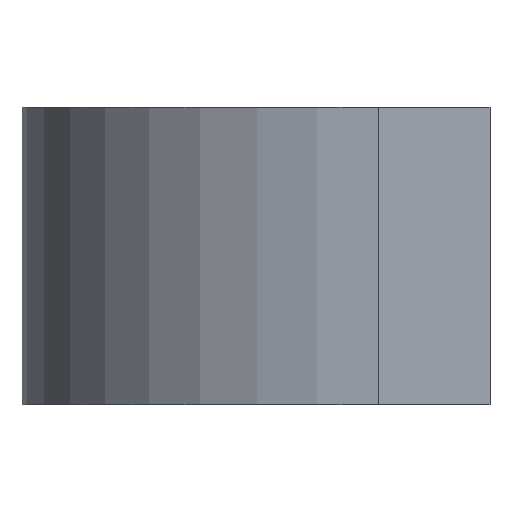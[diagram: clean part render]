
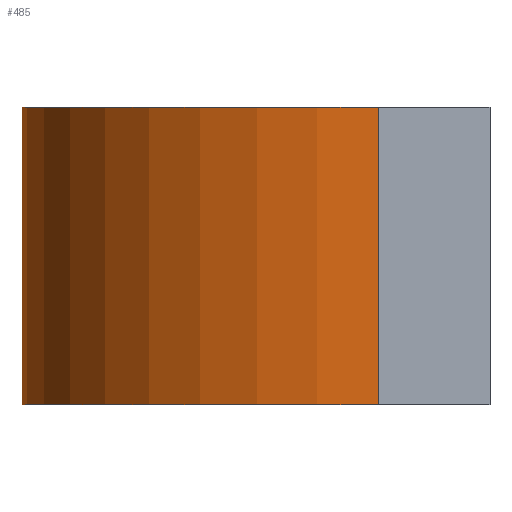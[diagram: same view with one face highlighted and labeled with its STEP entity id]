
A CAD part, left-side view. The second image highlights one B-rep face of the part: STEP entity #485.
In plain terms, the highlighted cylindrical face has radius 24 mm (diameter 48 mm), a partial arc.
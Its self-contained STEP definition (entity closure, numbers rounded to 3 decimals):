
#60=FACE_OUTER_BOUND('',#89,.T.);
#89=EDGE_LOOP('',(#441,#442,#443,#444));
#132=LINE('',#787,#183);
#141=LINE('',#819,#192);
#183=VECTOR('',#639,10.);
#192=VECTOR('',#678,10.);
#206=CIRCLE('',#540,24.);
#208=CIRCLE('',#544,24.);
#246=VERTEX_POINT('',#785);
#247=VERTEX_POINT('',#786);
#252=VERTEX_POINT('',#805);
#254=VERTEX_POINT('',#813);
#304=EDGE_CURVE('',#246,#247,#132,.T.);
#315=EDGE_CURVE('',#252,#246,#206,.T.);
#318=EDGE_CURVE('',#247,#254,#208,.T.);
#321=EDGE_CURVE('',#252,#254,#141,.T.);
#441=ORIENTED_EDGE('',*,*,#304,.F.);
#442=ORIENTED_EDGE('',*,*,#315,.F.);
#443=ORIENTED_EDGE('',*,*,#321,.T.);
#444=ORIENTED_EDGE('',*,*,#318,.F.);
#461=CYLINDRICAL_SURFACE('',#546,24.);
#485=ADVANCED_FACE('',(#60),#461,.T.);
#540=AXIS2_PLACEMENT_3D('',#807,#662,#663);
#544=AXIS2_PLACEMENT_3D('',#814,#671,#672);
#546=AXIS2_PLACEMENT_3D('',#818,#676,#677);
#639=DIRECTION('',(0.,0.,1.));
#662=DIRECTION('center_axis',(0.,0.,-1.));
#663=DIRECTION('ref_axis',(1.,0.,0.));
#671=DIRECTION('center_axis',(0.,0.,1.));
#672=DIRECTION('ref_axis',(1.,0.,0.));
#676=DIRECTION('center_axis',(0.,0.,-1.));
#677=DIRECTION('ref_axis',(1.,0.,0.));
#678=DIRECTION('',(0.,0.,1.));
#785=CARTESIAN_POINT('',(24.,0.,-10.));
#786=CARTESIAN_POINT('',(24.,0.,10.));
#787=CARTESIAN_POINT('',(24.,0.,0.));
#805=CARTESIAN_POINT('',(-24.,0.,-10.));
#807=CARTESIAN_POINT('Origin',(0.,0.,-10.));
#813=CARTESIAN_POINT('',(-24.,0.,10.));
#814=CARTESIAN_POINT('Origin',(0.,0.,10.));
#818=CARTESIAN_POINT('Origin',(0.,0.,0.));
#819=CARTESIAN_POINT('',(-24.,0.,0.));
